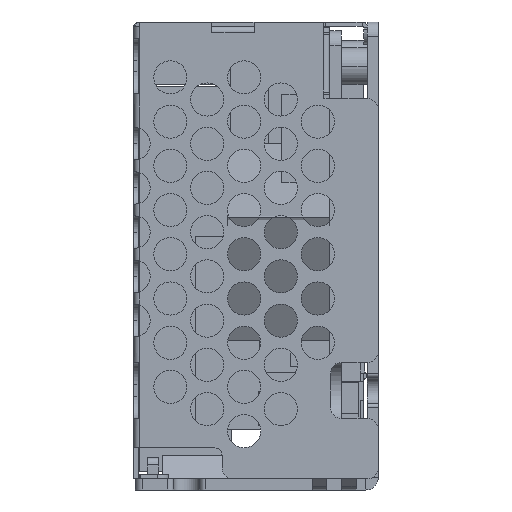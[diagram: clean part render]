
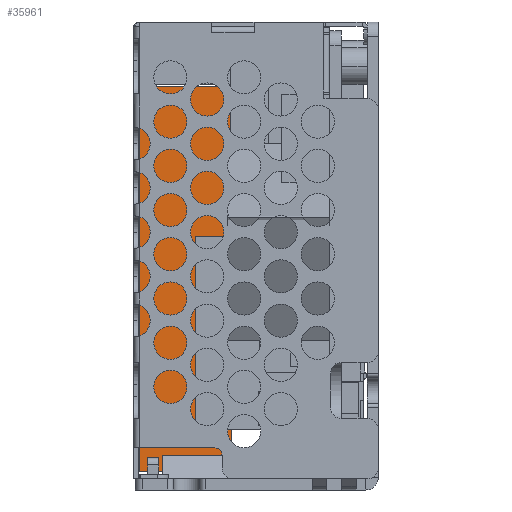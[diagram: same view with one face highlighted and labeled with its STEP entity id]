
A CAD part, left-side view. The second image highlights one B-rep face of the part: STEP entity #35961.
In plain terms, the highlighted face is planar.
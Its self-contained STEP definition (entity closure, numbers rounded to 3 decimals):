
#21010=DIRECTION('',(0.,0.,-1.));
#21011=VECTOR('',#21010,52.2);
#21012=CARTESIAN_POINT('',(-42.65,-0.8,29.7));
#21013=LINE('',#21012,#21011);
#21040=CARTESIAN_POINT('',(-42.65,-11.3,-20.5));
#21041=DIRECTION('',(1.,0.,0.));
#21042=DIRECTION('',(0.,-1.,0.));
#21043=AXIS2_PLACEMENT_3D('',#21040,#21041,#21042);
#21048=DIRECTION('',(0.,0.,1.));
#21049=VECTOR('',#21048,48.2);
#21050=CARTESIAN_POINT('',(-42.65,-13.3,-20.5));
#21051=LINE('',#21050,#21049);
#21055=CARTESIAN_POINT('',(-42.65,-11.3,27.7));
#21056=DIRECTION('',(1.,0.,0.));
#21057=DIRECTION('',(0.,0.,1.));
#21058=AXIS2_PLACEMENT_3D('',#21055,#21056,#21057);
#21063=DIRECTION('',(0.,1.,0.));
#21064=VECTOR('',#21063,10.5);
#21065=CARTESIAN_POINT('',(-42.65,-11.3,29.7));
#21066=LINE('',#21065,#21064);
#21070=DIRECTION('',(0.,-1.,0.));
#21071=VECTOR('',#21070,10.5);
#21072=CARTESIAN_POINT('',(-42.65,-0.8,-22.5));
#21073=LINE('',#21072,#21071);
#28208=CARTESIAN_POINT('',(-42.65,-13.3,-20.5));
#28209=VERTEX_POINT('',#28208);
#28210=CARTESIAN_POINT('',(-42.65,-11.3,-22.5));
#28211=VERTEX_POINT('',#28210);
#28216=CARTESIAN_POINT('',(-42.65,-11.3,29.7));
#28217=VERTEX_POINT('',#28216);
#28218=CARTESIAN_POINT('',(-42.65,-13.3,27.7));
#28219=VERTEX_POINT('',#28218);
#28224=CARTESIAN_POINT('',(-42.65,-0.8,-22.5));
#28225=VERTEX_POINT('',#28224);
#28226=CARTESIAN_POINT('',(-42.65,-0.8,29.7));
#28227=VERTEX_POINT('',#28226);
#35947=CARTESIAN_POINT('',(-42.65,0.,-30.5));
#35948=DIRECTION('',(-1.,0.,0.));
#35949=DIRECTION('',(0.,0.,-1.));
#35950=AXIS2_PLACEMENT_3D('',#35947,#35948,#35949);
#35951=PLANE('',#35950);
#35952=ORIENTED_EDGE('',*,*,#35868,.F.);
#35953=ORIENTED_EDGE('',*,*,#35884,.T.);
#35954=ORIENTED_EDGE('',*,*,#35897,.F.);
#35955=ORIENTED_EDGE('',*,*,#35912,.T.);
#35956=ORIENTED_EDGE('',*,*,#35935,.T.);
#35958=ORIENTED_EDGE('',*,*,#35957,.T.);
#35959=EDGE_LOOP('',(#35952,#35953,#35954,#35955,#35956,#35958));
#35960=FACE_OUTER_BOUND('',#35959,.F.);
#21044=CIRCLE('',#21043,2.);
#21059=CIRCLE('',#21058,2.);
#35868=EDGE_CURVE('',#28209,#28211,#21044,.T.);
#35884=EDGE_CURVE('',#28209,#28219,#21051,.T.);
#35897=EDGE_CURVE('',#28217,#28219,#21059,.T.);
#35912=EDGE_CURVE('',#28217,#28227,#21066,.T.);
#35935=EDGE_CURVE('',#28227,#28225,#21013,.T.);
#35957=EDGE_CURVE('',#28225,#28211,#21073,.T.);
#35961=ADVANCED_FACE('',(#35960),#35951,.F.);
